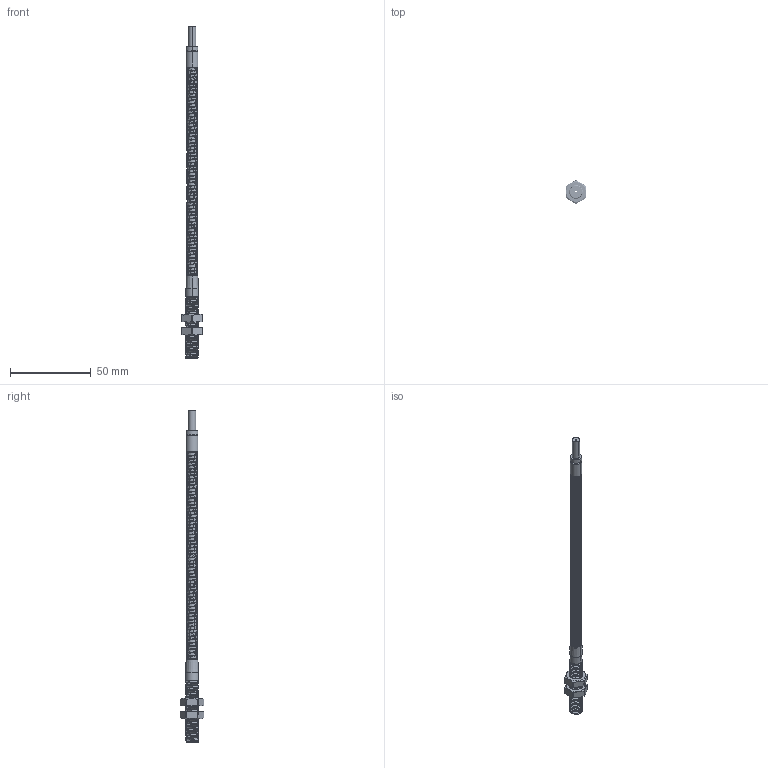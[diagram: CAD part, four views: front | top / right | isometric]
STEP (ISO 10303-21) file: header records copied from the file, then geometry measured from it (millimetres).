
FILE_DESCRIPTION((''),'2;1');
FILE_NAME('161911_ASM','2016-02-09T',('pdmadmin'),(''),'PRO/ENGINEER BY PARAMETRIC TECHNOLOGY CORPORATION, 2013230','PRO/ENGINEER BY PARAMETRIC TECHNOLOGY CORPORATION, 2013230','');
FILE_SCHEMA(('CONFIG_CONTROL_DESIGN'));
Length unit declared in the file: inch
Products named in the file (6): COLLAR_-50_X_-31; SS_TUBING_25; TERMINUS_-29; GFF_5-16X24_1-5_BRASS_INST; 39427; 161911_ASM
Assembly tree (7 placements, depth 2):
  161911_ASM
    COLLAR_-50_X_-31
    SS_TUBING_25  x2
    TERMINUS_-29
    GFF_5-16X24_1-5_BRASS_INST
    39427  x2
Bounding box: 12.74 x 14.47 x 205.55 mm (x, y, z)
Volume: 3822.7 mm3; surface area: 15002.2 mm2
Topology: 7 solids, 7 shells, 429 faces, 989 edges, 577 vertices
Faces by surface type: bspline 236, cylinder 108, cone 54, plane 31
Entity records: 41906 total; most frequent: CARTESIAN_POINT 36263, ORIENTED_EDGE 1332, DIRECTION 772, EDGE_CURVE 666, VERTEX_POINT 399, B_SPLINE_CURVE_WITH_KNOTS 314, EDGE_LOOP 291, FACE_OUTER_BOUND 280
